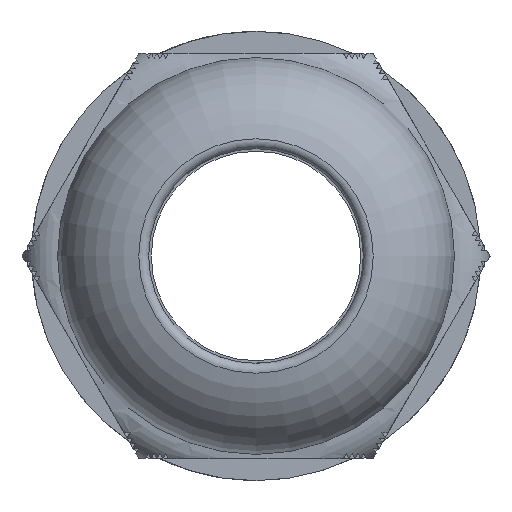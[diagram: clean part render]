
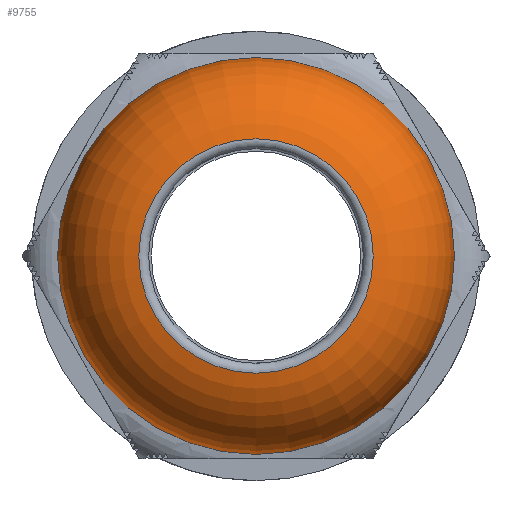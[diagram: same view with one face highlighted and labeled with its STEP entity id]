
A CAD part, left-side view. The second image highlights one B-rep face of the part: STEP entity #9755.
In plain terms, the highlighted toroidal (fillet/blend) face has major radius 5.95 mm and minor radius 5.8 mm.
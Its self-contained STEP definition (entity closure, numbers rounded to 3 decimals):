
#2272=FACE_BOUND('',#3222,.T.);
#2731=FACE_OUTER_BOUND('',#3221,.T.);
#3221=EDGE_LOOP('',(#8803));
#3222=EDGE_LOOP('',(#8804));
#3549=CIRCLE('',#10867,6.94);
#3550=CIRCLE('',#10869,11.75);
#4506=VERTEX_POINT('',#26455);
#4507=VERTEX_POINT('',#26458);
#5939=EDGE_CURVE('',#4506,#4506,#3549,.T.);
#5940=EDGE_CURVE('',#4507,#4507,#3550,.T.);
#8803=ORIENTED_EDGE('',*,*,#5939,.F.);
#8804=ORIENTED_EDGE('',*,*,#5940,.T.);
#8836=TOROIDAL_SURFACE('',#10868,5.95,5.8);
#9755=ADVANCED_FACE('',(#2731,#2272),#8836,.T.);
#10867=AXIS2_PLACEMENT_3D('',#26456,#13737,#13738);
#10868=AXIS2_PLACEMENT_3D('',#26457,#13739,#13740);
#10869=AXIS2_PLACEMENT_3D('',#26459,#13741,#13742);
#13737=DIRECTION('center_axis',(-1.,0.,0.));
#13738=DIRECTION('ref_axis',(0.,0.5,-0.866));
#13739=DIRECTION('center_axis',(1.,0.,0.));
#13740=DIRECTION('ref_axis',(0.,0.5,-0.866));
#13741=DIRECTION('center_axis',(-1.,0.,0.));
#13742=DIRECTION('ref_axis',(0.,0.5,-0.866));
#26455=CARTESIAN_POINT('',(-41.275,-3.47,6.011));
#26456=CARTESIAN_POINT('Origin',(-41.275,0.,
0.));
#26457=CARTESIAN_POINT('Origin',(-35.56,0.,
0.));
#26458=CARTESIAN_POINT('',(-35.56,-5.875,10.176));
#26459=CARTESIAN_POINT('Origin',(-35.56,0.,
0.));
